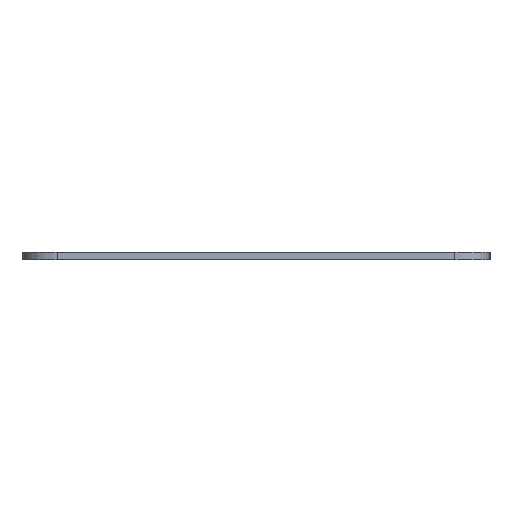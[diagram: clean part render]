
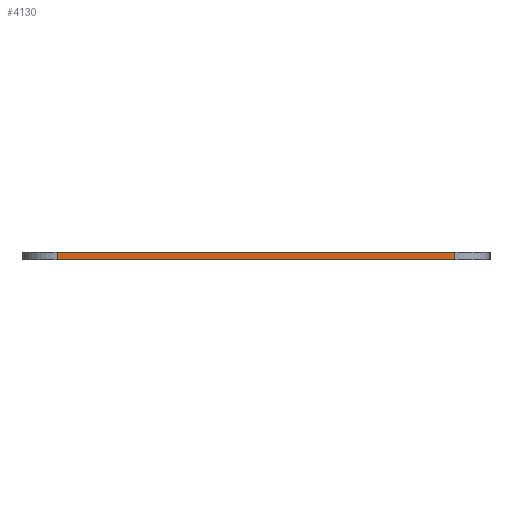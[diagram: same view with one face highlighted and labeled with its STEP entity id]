
A CAD part, front view. The second image highlights one B-rep face of the part: STEP entity #4130.
In plain terms, the highlighted planar face has unit normal (0, -1, 0).
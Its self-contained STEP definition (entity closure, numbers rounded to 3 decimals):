
#44 = PLANE('',#45);
#45 = AXIS2_PLACEMENT_3D('',#46,#47,#48);
#46 = CARTESIAN_POINT('',(-100.,70.,0.));
#47 = DIRECTION('',(0.,0.,1.));
#48 = DIRECTION('',(1.,0.,0.));
#100 = PLANE('',#101);
#101 = AXIS2_PLACEMENT_3D('',#102,#103,#104);
#102 = CARTESIAN_POINT('',(-100.,70.,3.));
#103 = DIRECTION('',(0.,0.,1.));
#104 = DIRECTION('',(1.,0.,0.));
#589 = VERTEX_POINT('',#590);
#590 = CARTESIAN_POINT('',(-85.,-70.,0.));
#609 = CYLINDRICAL_SURFACE('',#610,15.);
#610 = AXIS2_PLACEMENT_3D('',#611,#612,#613);
#611 = CARTESIAN_POINT('',(-85.,-55.,0.));
#612 = DIRECTION('',(0.,0.,1.));
#613 = DIRECTION('',(0.,-1.,0.));
#621 = EDGE_CURVE('',#622,#589,#624,.T.);
#622 = VERTEX_POINT('',#623);
#623 = CARTESIAN_POINT('',(85.,-70.,0.));
#624 = SURFACE_CURVE('',#625,(#629,#636),.PCURVE_S1.);
#625 = LINE('',#626,#627);
#626 = CARTESIAN_POINT('',(100.,-70.,0.));
#627 = VECTOR('',#628,1.);
#628 = DIRECTION('',(-1.,0.,0.));
#629 = PCURVE('',#44,#630);
#630 = DEFINITIONAL_REPRESENTATION('',(#631),#635);
#631 = LINE('',#632,#633);
#632 = CARTESIAN_POINT('',(200.,-140.));
#633 = VECTOR('',#634,1.);
#634 = DIRECTION('',(-1.,0.));
#635 = ( GEOMETRIC_REPRESENTATION_CONTEXT(2) 
PARAMETRIC_REPRESENTATION_CONTEXT() REPRESENTATION_CONTEXT('2D SPACE',''
  ) );
#636 = PCURVE('',#637,#642);
#637 = PLANE('',#638);
#638 = AXIS2_PLACEMENT_3D('',#639,#640,#641);
#639 = CARTESIAN_POINT('',(100.,-70.,0.));
#640 = DIRECTION('',(0.,-1.,0.));
#641 = DIRECTION('',(-1.,0.,0.));
#642 = DEFINITIONAL_REPRESENTATION('',(#643),#647);
#643 = LINE('',#644,#645);
#644 = CARTESIAN_POINT('',(0.,-0.));
#645 = VECTOR('',#646,1.);
#646 = DIRECTION('',(1.,0.));
#647 = ( GEOMETRIC_REPRESENTATION_CONTEXT(2) 
PARAMETRIC_REPRESENTATION_CONTEXT() REPRESENTATION_CONTEXT('2D SPACE',''
  ) );
#670 = CYLINDRICAL_SURFACE('',#671,15.);
#671 = AXIS2_PLACEMENT_3D('',#672,#673,#674);
#672 = CARTESIAN_POINT('',(85.,-55.,0.));
#673 = DIRECTION('',(0.,0.,1.));
#674 = DIRECTION('',(1.,0.,0.));
#2275 = VERTEX_POINT('',#2276);
#2276 = CARTESIAN_POINT('',(-85.,-70.,3.));
#2302 = EDGE_CURVE('',#2303,#2275,#2305,.T.);
#2303 = VERTEX_POINT('',#2304);
#2304 = CARTESIAN_POINT('',(85.,-70.,3.));
#2305 = SURFACE_CURVE('',#2306,(#2310,#2317),.PCURVE_S1.);
#2306 = LINE('',#2307,#2308);
#2307 = CARTESIAN_POINT('',(100.,-70.,3.));
#2308 = VECTOR('',#2309,1.);
#2309 = DIRECTION('',(-1.,0.,0.));
#2310 = PCURVE('',#100,#2311);
#2311 = DEFINITIONAL_REPRESENTATION('',(#2312),#2316);
#2312 = LINE('',#2313,#2314);
#2313 = CARTESIAN_POINT('',(200.,-140.));
#2314 = VECTOR('',#2315,1.);
#2315 = DIRECTION('',(-1.,0.));
#2316 = ( GEOMETRIC_REPRESENTATION_CONTEXT(2) 
PARAMETRIC_REPRESENTATION_CONTEXT() REPRESENTATION_CONTEXT('2D SPACE',''
  ) );
#2317 = PCURVE('',#637,#2318);
#2318 = DEFINITIONAL_REPRESENTATION('',(#2319),#2323);
#2319 = LINE('',#2320,#2321);
#2320 = CARTESIAN_POINT('',(0.,-3.));
#2321 = VECTOR('',#2322,1.);
#2322 = DIRECTION('',(1.,0.));
#2323 = ( GEOMETRIC_REPRESENTATION_CONTEXT(2) 
PARAMETRIC_REPRESENTATION_CONTEXT() REPRESENTATION_CONTEXT('2D SPACE',''
  ) );
#4080 = EDGE_CURVE('',#589,#2275,#4081,.T.);
#4081 = SURFACE_CURVE('',#4082,(#4086,#4093),.PCURVE_S1.);
#4082 = LINE('',#4083,#4084);
#4083 = CARTESIAN_POINT('',(-85.,-70.,0.));
#4084 = VECTOR('',#4085,1.);
#4085 = DIRECTION('',(0.,0.,1.));
#4086 = PCURVE('',#609,#4087);
#4087 = DEFINITIONAL_REPRESENTATION('',(#4088),#4092);
#4088 = LINE('',#4089,#4090);
#4089 = CARTESIAN_POINT('',(-0.,0.));
#4090 = VECTOR('',#4091,1.);
#4091 = DIRECTION('',(-0.,1.));
#4092 = ( GEOMETRIC_REPRESENTATION_CONTEXT(2) 
PARAMETRIC_REPRESENTATION_CONTEXT() REPRESENTATION_CONTEXT('2D SPACE',''
  ) );
#4093 = PCURVE('',#637,#4094);
#4094 = DEFINITIONAL_REPRESENTATION('',(#4095),#4099);
#4095 = LINE('',#4096,#4097);
#4096 = CARTESIAN_POINT('',(185.,0.));
#4097 = VECTOR('',#4098,1.);
#4098 = DIRECTION('',(0.,-1.));
#4099 = ( GEOMETRIC_REPRESENTATION_CONTEXT(2) 
PARAMETRIC_REPRESENTATION_CONTEXT() REPRESENTATION_CONTEXT('2D SPACE',''
  ) );
#4109 = EDGE_CURVE('',#622,#2303,#4110,.T.);
#4110 = SURFACE_CURVE('',#4111,(#4115,#4122),.PCURVE_S1.);
#4111 = LINE('',#4112,#4113);
#4112 = CARTESIAN_POINT('',(85.,-70.,0.));
#4113 = VECTOR('',#4114,1.);
#4114 = DIRECTION('',(0.,0.,1.));
#4115 = PCURVE('',#670,#4116);
#4116 = DEFINITIONAL_REPRESENTATION('',(#4117),#4121);
#4117 = LINE('',#4118,#4119);
#4118 = CARTESIAN_POINT('',(-1.571,0.));
#4119 = VECTOR('',#4120,1.);
#4120 = DIRECTION('',(-0.,1.));
#4121 = ( GEOMETRIC_REPRESENTATION_CONTEXT(2) 
PARAMETRIC_REPRESENTATION_CONTEXT() REPRESENTATION_CONTEXT('2D SPACE',''
  ) );
#4122 = PCURVE('',#637,#4123);
#4123 = DEFINITIONAL_REPRESENTATION('',(#4124),#4128);
#4124 = LINE('',#4125,#4126);
#4125 = CARTESIAN_POINT('',(15.,0.));
#4126 = VECTOR('',#4127,1.);
#4127 = DIRECTION('',(0.,-1.));
#4128 = ( GEOMETRIC_REPRESENTATION_CONTEXT(2) 
PARAMETRIC_REPRESENTATION_CONTEXT() REPRESENTATION_CONTEXT('2D SPACE',''
  ) );
#4130 = ADVANCED_FACE('',(#4131),#637,.T.);
#4131 = FACE_BOUND('',#4132,.T.);
#4132 = EDGE_LOOP('',(#4133,#4134,#4135,#4136));
#4133 = ORIENTED_EDGE('',*,*,#621,.F.);
#4134 = ORIENTED_EDGE('',*,*,#4109,.T.);
#4135 = ORIENTED_EDGE('',*,*,#2302,.T.);
#4136 = ORIENTED_EDGE('',*,*,#4080,.F.);
